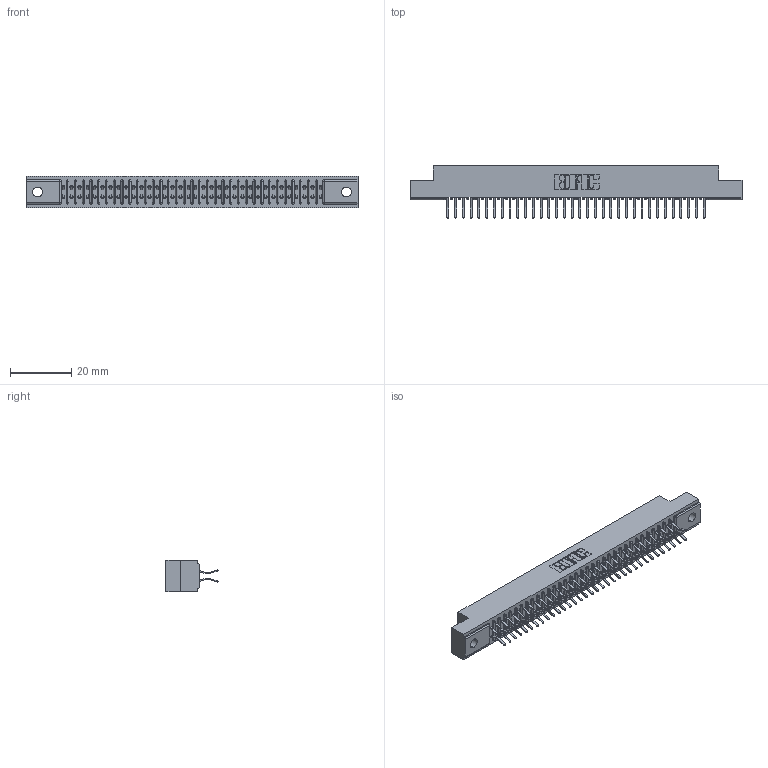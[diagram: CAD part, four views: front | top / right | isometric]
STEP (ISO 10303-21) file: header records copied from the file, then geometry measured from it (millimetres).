
FILE_DESCRIPTION (( 'STEP AP203' ), '1' );
FILE_NAME ('391-068-556-202.STEP', '2018-08-09T13:52:35', ( '' ), ( '' ), 'SwSTEP 2.0', 'SolidWorks 2016', '' );
FILE_SCHEMA (( 'CONFIG_CONTROL_DESIGN' ));
Length unit declared in the file: inch
Products named in the file (3): 341 Part_.128 (3.25) Dia Mounting Holes; 341-292-001_341-292-156; 391-068-556-202
Assembly tree (69 placements, depth 2):
  391-068-556-202
    341 Part_.128 (3.25) Dia Mounting Holes
    341-292-001_341-292-156  x68
Bounding box: 108.58 x 17.07 x 10.16 mm (x, y, z)
Volume: 7992.9 mm3; surface area: 13847.6 mm2
Topology: 69 solids, 69 shells, 4876 faces, 14154 edges, 9182 vertices
Faces by surface type: plane 2788, cylinder 1952, sphere 70, torus 66
Entity records: 42355 total; most frequent: CARTESIAN_POINT 7042, ORIENTED_EDGE 6996, DIRECTION 6844, EDGE_CURVE 3498, VECTOR 2812, LINE 2812, VERTEX_POINT 2214, AXIS2_PLACEMENT_3D 2016
